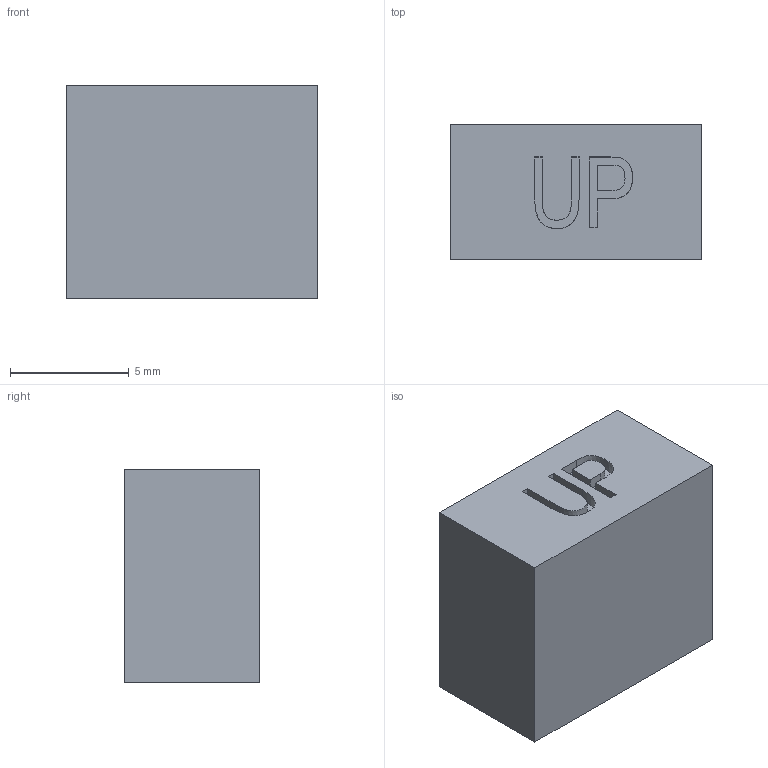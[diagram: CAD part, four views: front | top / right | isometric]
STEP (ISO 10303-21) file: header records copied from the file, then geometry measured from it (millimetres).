
FILE_DESCRIPTION(/* description */ ('VariCAD 2022-1.06 AP-214'),/* implementation_level */ '2;1');
FILE_NAME(/* name */ 'relátko.stp',/* time_stamp */ '2022-04-16T11:10:34+01:00',/* author */ (''),/* organization */ (''),/* preprocessor_version */ 'VariCAD 2022-1.06',/* originating_system */ 'VariCAD 2022-1.06; kernel version (20180118)',/* authorisation */ '');
FILE_SCHEMA(('AUTOMOTIVE_DESIGN'));
Length unit declared in the file: millimetre
Products named in the file (2): relátko
Assembly tree (1 placements, depth 2):
  relátko
    (unnamed)
Bounding box: 10.6 x 5.7 x 9 mm (x, y, z)
Volume: 541.6 mm3; surface area: 427.6 mm2
Topology: 1 solids, 1 shells, 28 faces, 69 edges, 46 vertices
Faces by surface type: plane 23, extrusion 5
Entity records: 1196 total; most frequent: CARTESIAN_POINT 496, ORIENTED_EDGE 138, DIRECTION 118, EDGE_CURVE 69, VECTOR 64, LINE 59, VERTEX_POINT 46, EDGE_LOOP 31
